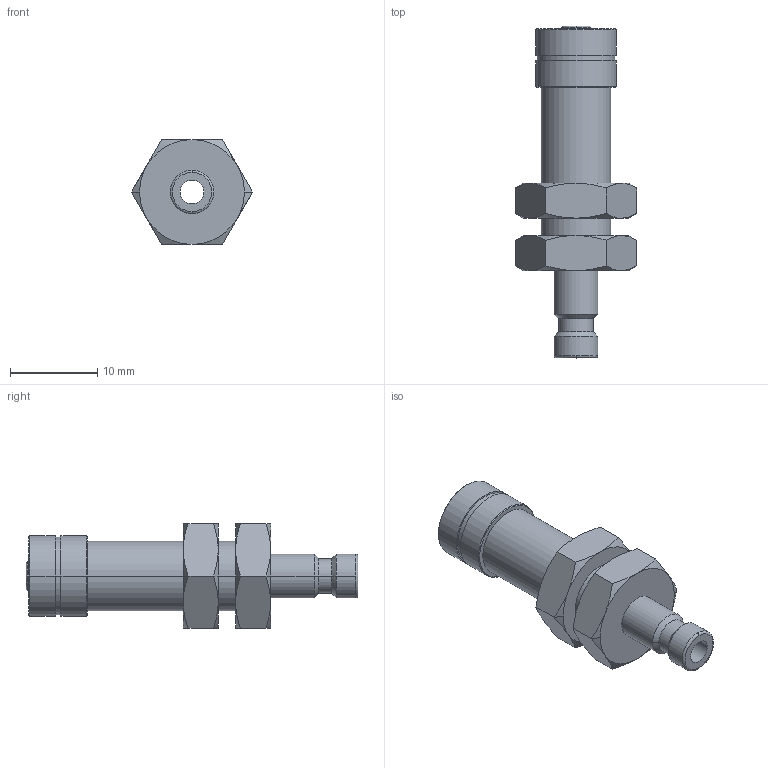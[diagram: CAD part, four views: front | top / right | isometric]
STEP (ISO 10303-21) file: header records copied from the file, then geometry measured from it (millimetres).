
FILE_DESCRIPTION(('STEP AP214'),'1');
FILE_NAME('ESMCE_4_SQSV.stp','2020-08-17T11:37:30',('TraceParts'),('TraceParts S.A.'),'Spatial InterOp 3D',' ',' ');
FILE_SCHEMA(('AUTOMOTIVE_DESIGN { 1 0 10303 214 1 1 1 1 }'));
Length unit declared in the file: millimetre
Products named in the file (1): ESMCE_4_SQSV_1
Bounding box: 13.86 x 38 x 12 mm (x, y, z)
Volume: 2074.6 mm3; surface area: 1934.4 mm2
Topology: 2 solids, 2 shells, 90 faces, 194 edges, 114 vertices
Faces by surface type: cone 44, plane 22, cylinder 20, torus 4
Entity records: 2980 total; most frequent: CARTESIAN_POINT 592, DIRECTION 424, ORIENTED_EDGE 388, EDGE_CURVE 194, AXIS2_PLACEMENT_3D 186, VERTEX_POINT 114, EDGE_LOOP 100, CIRCLE 94
